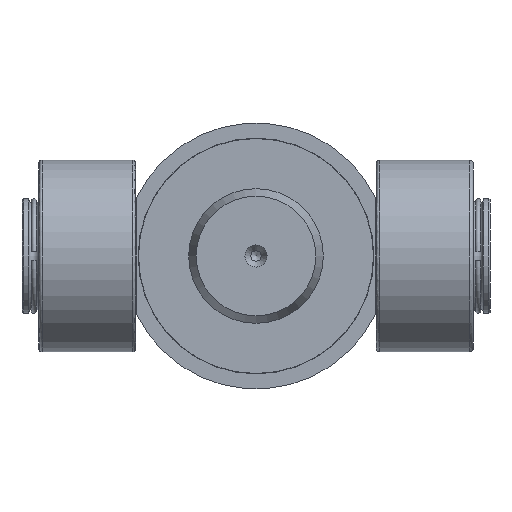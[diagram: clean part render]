
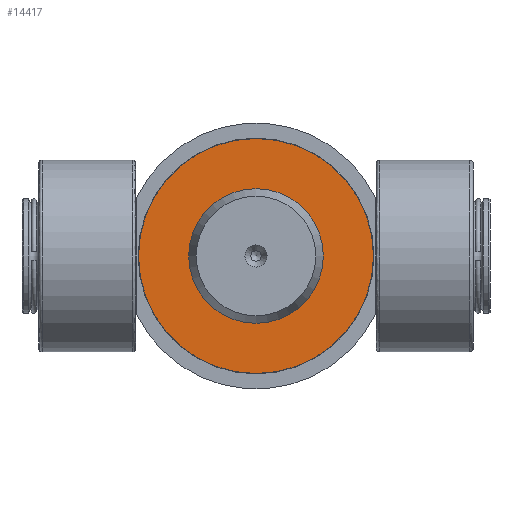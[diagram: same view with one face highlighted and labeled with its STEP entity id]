
A CAD part, front view. The second image highlights one B-rep face of the part: STEP entity #14417.
In plain terms, the highlighted face is planar.
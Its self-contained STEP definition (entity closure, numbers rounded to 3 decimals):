
#3697=PLANE('',#15430);
#4060=FACE_BOUND('',#5389,.T.);
#4510=FACE_OUTER_BOUND('',#5388,.T.);
#5388=EDGE_LOOP('',(#11767));
#5389=EDGE_LOOP('',(#11768));
#6055=CIRCLE('',#15413,36.753);
#6064=CIRCLE('',#15429,69.8);
#6788=VERTEX_POINT('',#25762);
#6797=VERTEX_POINT('',#25787);
#8572=EDGE_CURVE('',#6788,#6788,#6055,.T.);
#8581=EDGE_CURVE('',#6797,#6797,#6064,.T.);
#11767=ORIENTED_EDGE('',*,*,#8581,.F.);
#11768=ORIENTED_EDGE('',*,*,#8572,.T.);
#14417=ADVANCED_FACE('',(#4510,#4060),#3697,.T.);
#15413=AXIS2_PLACEMENT_3D('',#25763,#17170,#17171);
#15429=AXIS2_PLACEMENT_3D('',#25788,#17202,#17203);
#15430=AXIS2_PLACEMENT_3D('',#25789,#17204,#17205);
#17170=DIRECTION('center_axis',(0.,0.,-1.));
#17171=DIRECTION('ref_axis',(1.,0.,0.));
#17202=DIRECTION('center_axis',(0.,0.,-1.));
#17203=DIRECTION('ref_axis',(-1.,0.,0.));
#17204=DIRECTION('center_axis',(0.,0.,1.));
#17205=DIRECTION('ref_axis',(1.,0.,0.));
#25762=CARTESIAN_POINT('',(36.753,0.,12.));
#25763=CARTESIAN_POINT('Origin',(0.,0.,12.));
#25787=CARTESIAN_POINT('',(69.8,0.,12.));
#25788=CARTESIAN_POINT('Origin',(0.,0.,12.));
#25789=CARTESIAN_POINT('Origin',(0.,0.,
12.));
